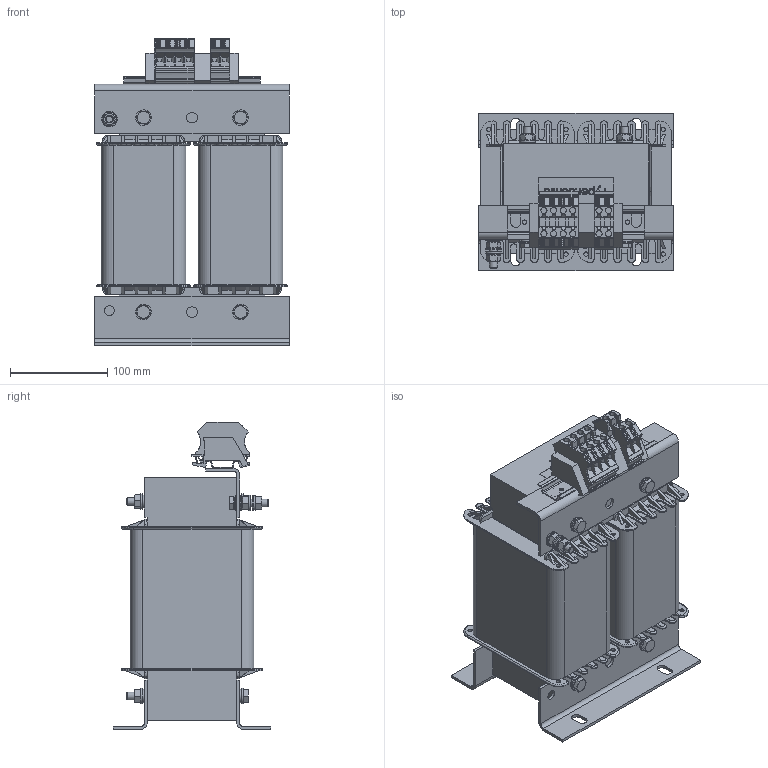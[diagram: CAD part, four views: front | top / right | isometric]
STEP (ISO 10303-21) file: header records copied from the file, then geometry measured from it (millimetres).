
FILE_DESCRIPTION(/* description */ (''),/* implementation_level */ '2;1');
FILE_NAME(/* name */ 'STEN_STEZ4.0.stp',/* time_stamp */ '2020-05-06T13:18:18+02:00',/* author */ ('TrapT'),/* organization */ (''),/* preprocessor_version */ 'ST-DEVELOPER v17.2',/* originating_system */ 'Autodesk Inventor 2019',/* authorisation */ '');
FILE_SCHEMA (('AUTOMOTIVE_DESIGN { 1 0 10303 214 3 1 1 }'));
Products named in the file (1): Bauteil1
Bounding box: 200 x 162 x 316 mm (x, y, z)
Volume: 4900105.7 mm3; surface area: 704679.1 mm2
Topology: 1 solids, 7 shells, 4631 faces, 13222 edges, 8709 vertices
Faces by surface type: plane 3745, cylinder 611, torus 122, bspline 100, cone 53
Full cylindrical faces by diameter (mm): 4.5 x18, 6.32 x12, 8 x11, 8.1 x8, 8.3 x2, 8.4 x10, 9.8 x8, 10 x3, 11 x7, 11.63 x5, 14 x8, 16 x10
Entity records: 154526 total; most frequent: CARTESIAN_POINT 32737, ORIENTED_EDGE 26444, DIRECTION 22652, EDGE_CURVE 13222, LINE 9640, VECTOR 9640, VERTEX_POINT 8709, AXIS2_PLACEMENT_3D 6506
